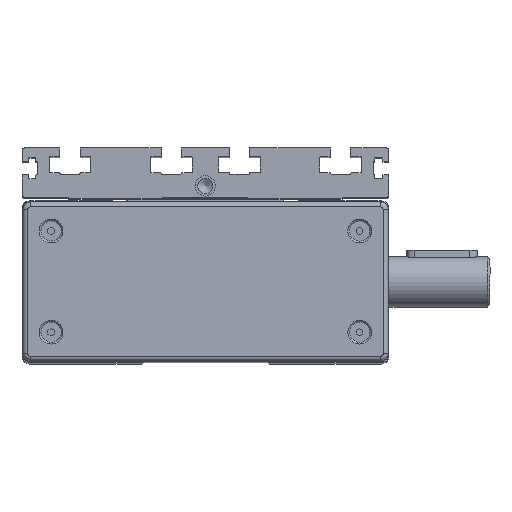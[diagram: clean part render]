
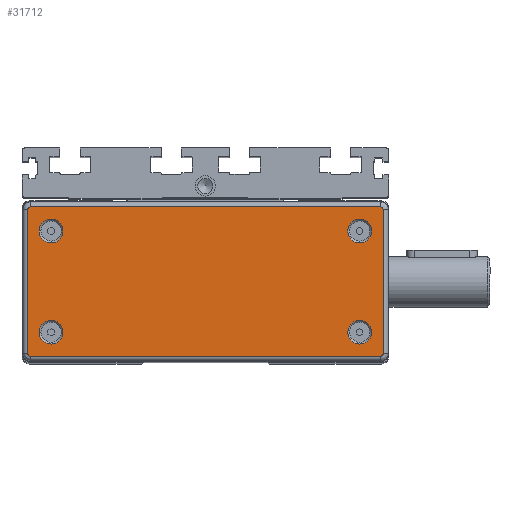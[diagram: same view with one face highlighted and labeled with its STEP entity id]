
A CAD part, top view. The second image highlights one B-rep face of the part: STEP entity #31712.
In plain terms, the highlighted planar face has unit normal (0, 0, 1).
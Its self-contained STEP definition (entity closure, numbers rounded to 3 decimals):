
#30978=CARTESIAN_POINT('',(462.51,-173.754,-67.607));
#30979=VERTEX_POINT('',#30978);
#30980=CARTESIAN_POINT('',(457.81,-173.754,-67.607));
#30981=DIRECTION('',(0.,0.,-1.0));
#30982=DIRECTION('',(1.0,0.,0.));
#30983=AXIS2_PLACEMENT_3D('',#30980,#30981,#30982);
#30984=CIRCLE('',#30983,4.7);
#30985=EDGE_CURVE('',#30979,#30979,#30984,.T.);
#31026=CARTESIAN_POINT('',(462.51,-213.754,-67.607));
#31027=VERTEX_POINT('',#31026);
#31028=CARTESIAN_POINT('',(457.81,-213.754,-67.607));
#31029=DIRECTION('',(0.,0.,-1.0));
#31030=DIRECTION('',(1.0,0.,0.));
#31031=AXIS2_PLACEMENT_3D('',#31028,#31029,#31030);
#31032=CIRCLE('',#31031,4.7);
#31033=EDGE_CURVE('',#31027,#31027,#31032,.T.);
#31074=CARTESIAN_POINT('',(340.51,-213.754,-67.607));
#31075=VERTEX_POINT('',#31074);
#31076=CARTESIAN_POINT('',(335.81,-213.754,-67.607));
#31077=DIRECTION('',(0.,0.,-1.0));
#31078=DIRECTION('',(1.0,0.,0.));
#31079=AXIS2_PLACEMENT_3D('',#31076,#31077,#31078);
#31080=CIRCLE('',#31079,4.7);
#31081=EDGE_CURVE('',#31075,#31075,#31080,.T.);
#31122=CARTESIAN_POINT('',(340.51,-173.754,-67.607));
#31123=VERTEX_POINT('',#31122);
#31124=CARTESIAN_POINT('',(335.81,-173.754,-67.607));
#31125=DIRECTION('',(0.,0.,-1.0));
#31126=DIRECTION('',(1.0,0.,0.));
#31127=AXIS2_PLACEMENT_3D('',#31124,#31125,#31126);
#31128=CIRCLE('',#31127,4.7);
#31129=EDGE_CURVE('',#31123,#31123,#31128,.T.);
#31220=CARTESIAN_POINT('',(466.06,-164.254,-67.607));
#31221=VERTEX_POINT('',#31220);
#31229=CARTESIAN_POINT('',(467.06,-165.254,-67.607));
#31230=VERTEX_POINT('',#31229);
#31231=CARTESIAN_POINT('',(466.06,-165.254,-67.607));
#31232=DIRECTION('',(0.,0.,-1.0));
#31233=DIRECTION('',(0.707,0.707,0.));
#31234=AXIS2_PLACEMENT_3D('',#31231,#31232,#31233);
#31235=CIRCLE('',#31234,1.);
#31236=EDGE_CURVE('',#31221,#31230,#31235,.T.);
#31262=CARTESIAN_POINT('',(467.06,-222.254,-67.607));
#31263=VERTEX_POINT('',#31262);
#31280=CARTESIAN_POINT('',(467.06,-165.254,-67.607));
#31281=DIRECTION('',(0.0,-1.0,0.0));
#31282=VECTOR('',#31281,57.);
#31283=LINE('',#31280,#31282);
#31284=EDGE_CURVE('',#31230,#31263,#31283,.T.);
#31342=CARTESIAN_POINT('',(466.06,-223.254,-67.607));
#31343=VERTEX_POINT('',#31342);
#31361=CARTESIAN_POINT('',(466.06,-222.254,-67.607));
#31362=DIRECTION('',(0.,0.,-1.0));
#31363=DIRECTION('',(0.707,-0.707,0.));
#31364=AXIS2_PLACEMENT_3D('',#31361,#31362,#31363);
#31365=CIRCLE('',#31364,1.);
#31366=EDGE_CURVE('',#31263,#31343,#31365,.T.);
#31376=CARTESIAN_POINT('',(327.56,-223.254,-67.607));
#31377=VERTEX_POINT('',#31376);
#31394=CARTESIAN_POINT('',(466.06,-223.254,-67.607));
#31395=DIRECTION('',(-1.0,0.,0.));
#31396=VECTOR('',#31395,138.5);
#31397=LINE('',#31394,#31396);
#31398=EDGE_CURVE('',#31343,#31377,#31397,.T.);
#31456=CARTESIAN_POINT('',(326.56,-222.254,-67.607));
#31457=VERTEX_POINT('',#31456);
#31475=CARTESIAN_POINT('',(327.56,-222.254,-67.607));
#31476=DIRECTION('',(0.,0.,-1.0));
#31477=DIRECTION('',(-0.707,-0.707,0.));
#31478=AXIS2_PLACEMENT_3D('',#31475,#31476,#31477);
#31479=CIRCLE('',#31478,1.);
#31480=EDGE_CURVE('',#31377,#31457,#31479,.T.);
#31490=CARTESIAN_POINT('',(326.56,-165.254,-67.607));
#31491=VERTEX_POINT('',#31490);
#31508=CARTESIAN_POINT('',(326.56,-222.254,-67.607));
#31509=DIRECTION('',(0.0,1.0,0.0));
#31510=VECTOR('',#31509,57.);
#31511=LINE('',#31508,#31510);
#31512=EDGE_CURVE('',#31457,#31491,#31511,.T.);
#31570=CARTESIAN_POINT('',(327.56,-164.254,-67.607));
#31571=VERTEX_POINT('',#31570);
#31589=CARTESIAN_POINT('',(327.56,-165.254,-67.607));
#31590=DIRECTION('',(0.,0.,-1.0));
#31591=DIRECTION('',(-0.707,0.707,0.));
#31592=AXIS2_PLACEMENT_3D('',#31589,#31590,#31591);
#31593=CIRCLE('',#31592,1.);
#31594=EDGE_CURVE('',#31491,#31571,#31593,.T.);
#31612=CARTESIAN_POINT('',(327.56,-164.254,-67.607));
#31613=DIRECTION('',(1.0,0.,0.));
#31614=VECTOR('',#31613,138.5);
#31615=LINE('',#31612,#31614);
#31616=EDGE_CURVE('',#31571,#31221,#31615,.T.);
#31685=CARTESIAN_POINT('',(396.81,-193.754,-67.607));
#31686=DIRECTION('',(0.,0.,1.0));
#31687=DIRECTION('',(1.0,0.,0.));
#31688=AXIS2_PLACEMENT_3D('',#31685,#31686,#31687);
#31689=PLANE('',#31688);
#31690=ORIENTED_EDGE('',*,*,#31236,.F.);
#31691=ORIENTED_EDGE('',*,*,#31616,.F.);
#31692=ORIENTED_EDGE('',*,*,#31594,.F.);
#31693=ORIENTED_EDGE('',*,*,#31512,.F.);
#31694=ORIENTED_EDGE('',*,*,#31480,.F.);
#31695=ORIENTED_EDGE('',*,*,#31398,.F.);
#31696=ORIENTED_EDGE('',*,*,#31366,.F.);
#31697=ORIENTED_EDGE('',*,*,#31284,.F.);
#31698=EDGE_LOOP('',(#31690,#31691,#31692,#31693,#31694,#31695,#31696,#31697));
#31699=FACE_OUTER_BOUND('',#31698,.T.);
#31700=ORIENTED_EDGE('',*,*,#30985,.T.);
#31701=EDGE_LOOP('',(#31700));
#31702=FACE_BOUND('',#31701,.T.);
#31703=ORIENTED_EDGE('',*,*,#31033,.T.);
#31704=EDGE_LOOP('',(#31703));
#31705=FACE_BOUND('',#31704,.T.);
#31706=ORIENTED_EDGE('',*,*,#31081,.T.);
#31707=EDGE_LOOP('',(#31706));
#31708=FACE_BOUND('',#31707,.T.);
#31709=ORIENTED_EDGE('',*,*,#31129,.T.);
#31710=EDGE_LOOP('',(#31709));
#31711=FACE_BOUND('',#31710,.T.);
#31712=ADVANCED_FACE('',(#31699,#31702,#31705,#31708,#31711),#31689,.T.);
